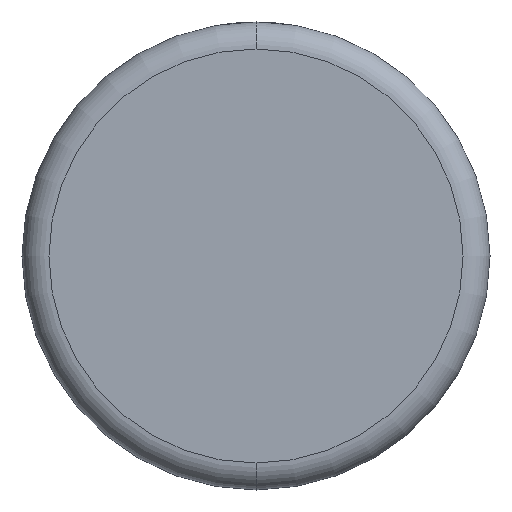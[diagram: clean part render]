
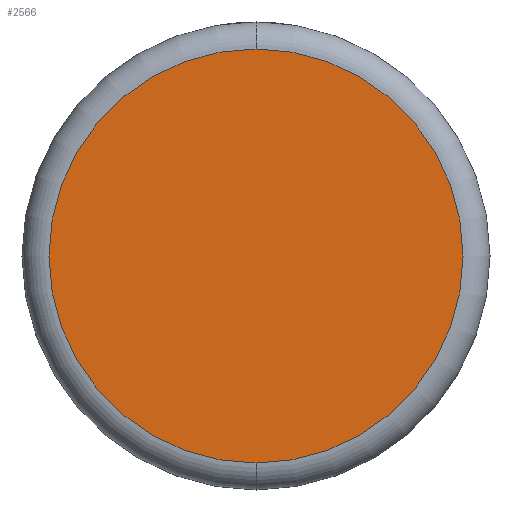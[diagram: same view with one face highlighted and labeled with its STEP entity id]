
A CAD part, front view. The second image highlights one B-rep face of the part: STEP entity #2566.
In plain terms, the highlighted planar face has unit normal (0, -1, 0).
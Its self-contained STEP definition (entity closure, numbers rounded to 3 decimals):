
#142 = CARTESIAN_POINT ( 'NONE',  ( 0., 0., 0. ) ) ;
#198 = ORIENTED_EDGE ( 'NONE', *, *, #602, .T. ) ;
#480 = VERTEX_POINT ( 'NONE', #3568 ) ;
#500 = CARTESIAN_POINT ( 'NONE',  ( 0., 0., -18.138 ) ) ;
#602 = EDGE_CURVE ( 'NONE', #480, #2154, #897, .T. ) ;
#777 = DIRECTION ( 'NONE',  ( 0., 0., 1. ) ) ;
#897 = CIRCLE ( 'NONE', #1148, 18.138 ) ;
#1085 = EDGE_CURVE ( 'NONE', #2154, #480, #1233, .T. ) ;
#1148 = AXIS2_PLACEMENT_3D ( 'NONE', #142, #2974, #777 ) ;
#1233 = CIRCLE ( 'NONE', #2771, 18.138 ) ;
#1632 = DIRECTION ( 'NONE',  ( 0., 0., 1. ) ) ;
#1821 = ORIENTED_EDGE ( 'NONE', *, *, #1085, .T. ) ;
#2024 = DIRECTION ( 'NONE',  ( 0., -1., 0. ) ) ;
#2154 = VERTEX_POINT ( 'NONE', #500 ) ;
#2566 = ADVANCED_FACE ( 'NONE', ( #2667 ), #3140, .F. ) ;
#2667 = FACE_OUTER_BOUND ( 'NONE', #3459, .T. ) ;
#2771 = AXIS2_PLACEMENT_3D ( 'NONE', #2953, #2024, #1632 ) ;
#2953 = CARTESIAN_POINT ( 'NONE',  ( 0., 0., 0. ) ) ;
#2974 = DIRECTION ( 'NONE',  ( 0., -1., 0. ) ) ;
#3126 = CARTESIAN_POINT ( 'NONE',  ( 0., 0., 0. ) ) ;
#3140 = PLANE ( 'NONE',  #3929 ) ;
#3459 = EDGE_LOOP ( 'NONE', ( #198, #1821 ) ) ;
#3468 = DIRECTION ( 'NONE',  ( 0., 1., 0. ) ) ;
#3568 = CARTESIAN_POINT ( 'NONE',  ( 0., 0., 18.138 ) ) ;
#3929 = AXIS2_PLACEMENT_3D ( 'NONE', #3126, #3468, #4044 ) ;
#4044 = DIRECTION ( 'NONE',  ( 0., 0., 1. ) ) ;
